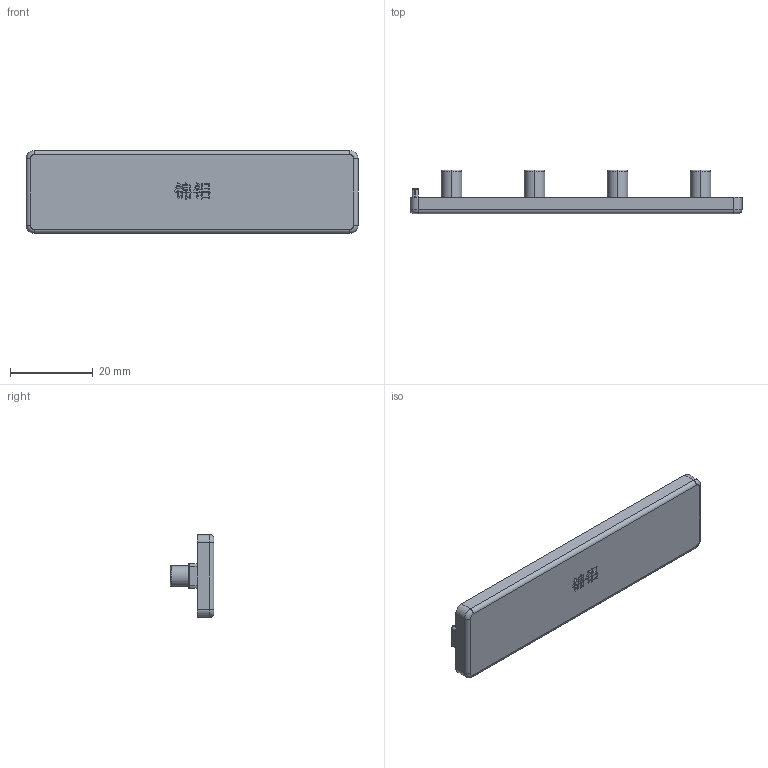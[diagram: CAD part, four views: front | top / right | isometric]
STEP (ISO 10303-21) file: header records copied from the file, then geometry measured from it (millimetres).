
FILE_DESCRIPTION (( 'STEP AP203' ), '1' );
FILE_NAME ('韁梓2080傷裔.STEP', '2019-07-31T05:20:23', ( 'User' ), ( 'China' ), 'SwSTEP 2.0', 'SolidWorks 2015', '' );
FILE_SCHEMA (( 'CONFIG_CONTROL_DESIGN' ));
Length unit declared in the file: millimetre
Products named in the file (1): 韁梓2080傷裔
Bounding box: 80 x 10.5 x 20 mm (x, y, z)
Volume: 4351.7 mm3; surface area: 5183.1 mm2
Topology: 1 solids, 1 shells, 225 faces, 591 edges, 386 vertices
Faces by surface type: plane 149, cylinder 32, bspline 28, torus 16
Entity records: 7830 total; most frequent: CARTESIAN_POINT 2311, ORIENTED_EDGE 1182, DIRECTION 1019, EDGE_CURVE 591, LINE 447, VECTOR 447, VERTEX_POINT 386, AXIS2_PLACEMENT_3D 286
